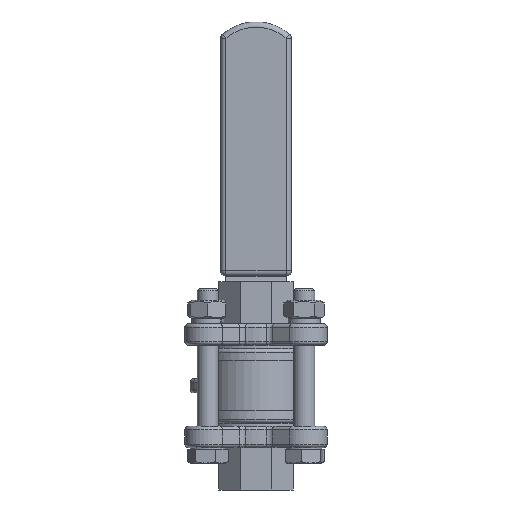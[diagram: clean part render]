
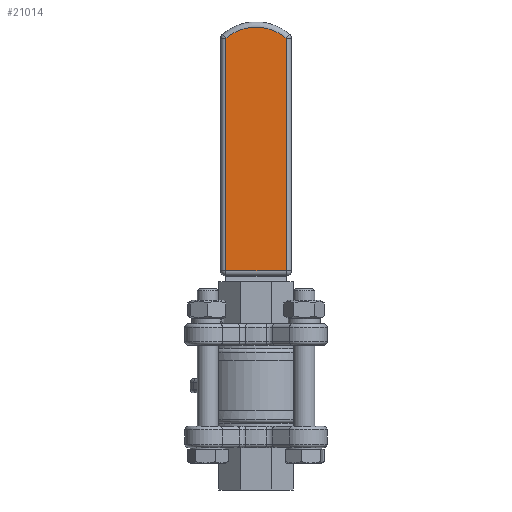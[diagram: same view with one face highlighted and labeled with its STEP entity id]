
A CAD part, front view. The second image highlights one B-rep face of the part: STEP entity #21014.
In plain terms, the highlighted planar face has unit normal (0, -1, 0).
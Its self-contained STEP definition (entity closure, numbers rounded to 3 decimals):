
#1401=PLANE('',#22699);
#2189=LINE('',#31408,#3701);
#2191=LINE('',#31411,#3703);
#2193=LINE('',#31414,#3705);
#3701=VECTOR('',#25649,10.);
#3703=VECTOR('',#25653,10.);
#3705=VECTOR('',#25657,10.);
#5436=FACE_OUTER_BOUND('',#6685,.T.);
#6685=EDGE_LOOP('',(#15230,#15231,#15232,#15233));
#7979=CIRCLE('',#22688,13.);
#8835=VERTEX_POINT('',#31318);
#8838=VERTEX_POINT('',#31325);
#8841=VERTEX_POINT('',#31332);
#8849=VERTEX_POINT('',#31353);
#11145=EDGE_CURVE('',#8838,#8849,#7979,.T.);
#11147=EDGE_CURVE('',#8849,#8841,#2189,.T.);
#11149=EDGE_CURVE('',#8841,#8835,#2191,.T.);
#11151=EDGE_CURVE('',#8835,#8838,#2193,.T.);
#15230=ORIENTED_EDGE('',*,*,#11145,.F.);
#15231=ORIENTED_EDGE('',*,*,#11151,.F.);
#15232=ORIENTED_EDGE('',*,*,#11149,.F.);
#15233=ORIENTED_EDGE('',*,*,#11147,.F.);
#21014=ADVANCED_FACE('',(#5436),#1401,.F.);
#22688=AXIS2_PLACEMENT_3D('',#31405,#25643,#25644);
#22699=AXIS2_PLACEMENT_3D('',#31805,#25711,#25712);
#25643=DIRECTION('center_axis',(0.,1.,0.));
#25644=DIRECTION('ref_axis',(0.,0.,
1.));
#25649=DIRECTION('',(0.,0.,-1.));
#25653=DIRECTION('',(-1.,0.,0.));
#25657=DIRECTION('',(0.,0.,1.));
#25711=DIRECTION('center_axis',(0.,1.,0.));
#25712=DIRECTION('ref_axis',(0.,0.,1.));
#31318=CARTESIAN_POINT('',(-8.5,43.,32.5));
#31325=CARTESIAN_POINT('',(-8.5,43.,98.336));
#31332=CARTESIAN_POINT('',(8.5,43.,32.5));
#31353=CARTESIAN_POINT('',(8.5,43.,98.336));
#31405=CARTESIAN_POINT('Origin',(0.,43.,88.5));
#31408=CARTESIAN_POINT('',(8.5,43.,81.787));
#31411=CARTESIAN_POINT('',(5.,43.,32.5));
#31414=CARTESIAN_POINT('',(-8.5,43.,47.787));
#31805=CARTESIAN_POINT('Origin',(0.,43.,64.574));
